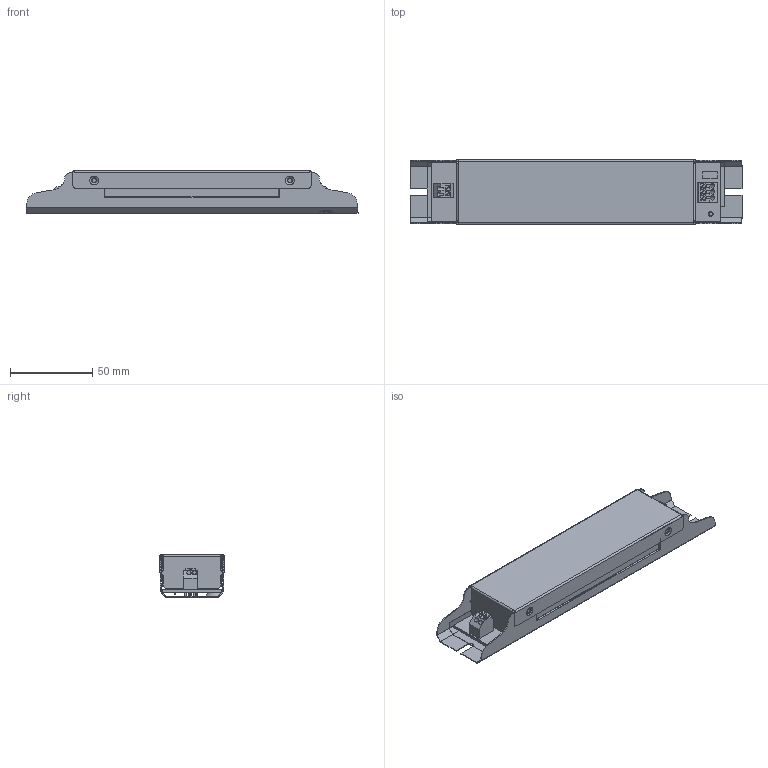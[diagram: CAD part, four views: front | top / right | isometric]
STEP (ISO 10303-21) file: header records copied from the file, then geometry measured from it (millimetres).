
FILE_DESCRIPTION(('STEP AP214'), '1');
FILE_NAME('A ﾈﾏﾑ 60-700ﾒ(600I, 94U) IP20 ﾎﾔﾈﾑ 0111', '', ('UNSPECIFIED'), ('UNSPECIFIED'), 'ASCON STEP Converter 1.6', 'ASCON Math Kernel', '');
FILE_SCHEMA(('AUTOMOTIVE_DESIGN { 1 0 10303 214 3 1 1}'));
Length unit declared in the file: millimetre
Products named in the file (1): A ﾈﾏﾑ 60-700ﾒ(600I, 94U) IP20 ﾎﾔﾈﾑ 0111
Bounding box: 202 x 39.5 x 26 mm (x, y, z)
Volume: 27778.3 mm3; surface area: 71683.8 mm2
Topology: 6 solids, 6 shells, 465 faces, 1266 edges, 797 vertices
Faces by surface type: plane 305, cylinder 107, torus 26, sphere 15, bspline 5, extrusion 4, cone 3
Full cylindrical faces by diameter (mm): 0.7 x2, 2.9 x1, 3.2 x3, 5.6 x1
Entity records: 19021 total; most frequent: CARTESIAN_POINT 3639, ORIENTED_EDGE 2448, DIRECTION 2326, EDGE_CURVE 1224, VECTOR 912, LINE 908, VERTEX_POINT 797, AXIS2_PLACEMENT_3D 707
